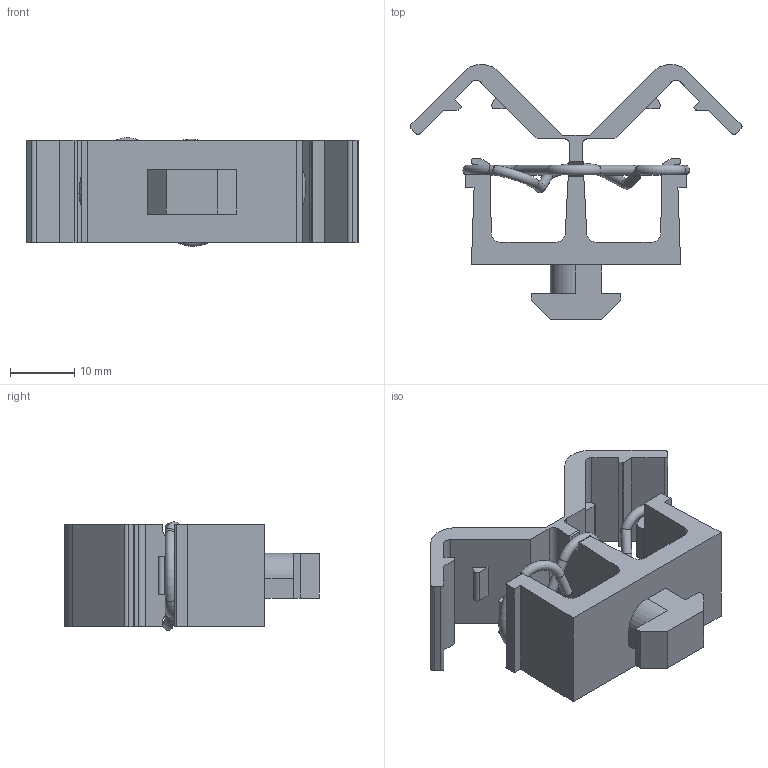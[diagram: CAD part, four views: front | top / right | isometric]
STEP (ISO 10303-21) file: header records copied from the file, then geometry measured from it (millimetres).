
FILE_DESCRIPTION(('STEP AP203'),'1');
FILE_NAME('SAFE08E1566.stp','2023-10-10T14:42:58',(' '),(' '),'Spatial InterOp 3D',' ',' ');
FILE_SCHEMA(('CONFIG_CONTROL_DESIGN'));
Length unit declared in the file: millimetre
Products named in the file (1): Bloc attache câble 8 40
Bounding box: 51.73 x 39.68 x 16.9 mm (x, y, z)
Volume: 6939 mm3; surface area: 6282.5 mm2
Topology: 1 solids, 1 shells, 133 faces, 382 edges, 247 vertices
Faces by surface type: plane 78, cylinder 43, torus 9, sphere 3
Full cylindrical faces by diameter (mm): 1.52 x7
Entity records: 4382 total; most frequent: CARTESIAN_POINT 792, DIRECTION 720, ORIENTED_EDGE 710, EDGE_CURVE 355, LINE 244, VECTOR 244, VERTEX_POINT 240, AXIS2_PLACEMENT_3D 238
